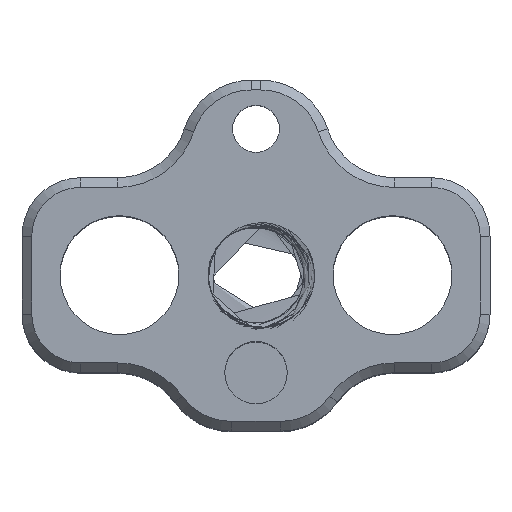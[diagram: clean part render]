
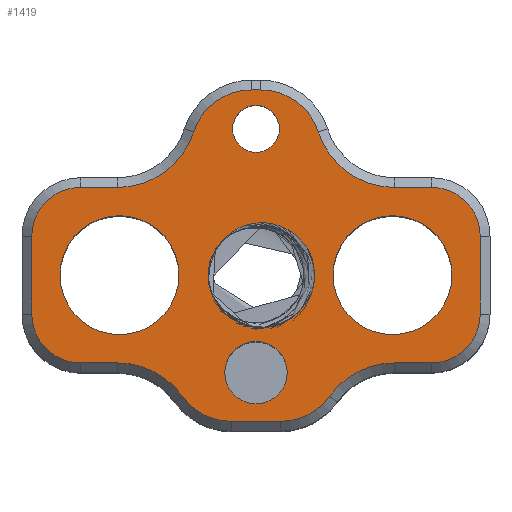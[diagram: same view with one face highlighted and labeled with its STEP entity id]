
A CAD part, top view. The second image highlights one B-rep face of the part: STEP entity #1419.
In plain terms, the highlighted planar face has unit normal (0, 0, 1).
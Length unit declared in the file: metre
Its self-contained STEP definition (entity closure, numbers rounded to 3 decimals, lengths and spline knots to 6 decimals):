
#130=LINE('',#2335,#214);
#131=LINE('',#2339,#215);
#132=LINE('',#2343,#216);
#133=LINE('',#2349,#217);
#134=LINE('',#2355,#218);
#135=LINE('',#2359,#219);
#136=LINE('',#2363,#220);
#137=LINE('',#2369,#221);
#214=VECTOR('',#1778,1.);
#215=VECTOR('',#1781,1.);
#216=VECTOR('',#1784,1.);
#217=VECTOR('',#1789,1.);
#218=VECTOR('',#1794,1.);
#219=VECTOR('',#1797,1.);
#220=VECTOR('',#1800,1.);
#221=VECTOR('',#1805,1.);
#281=B_SPLINE_CURVE_WITH_KNOTS('',3,(#2377,#2378,#2379,#2380,#2381),
 .UNSPECIFIED.,.F.,.F.,(4,1,4),(0.,0.002682,
0.005365),.UNSPECIFIED.);
#282=B_SPLINE_CURVE_WITH_KNOTS('',3,(#2385,#2386,#2387,#2388,#2389),
 .UNSPECIFIED.,.F.,.F.,(4,1,4),(0.,0.002688,0.005376),
 .UNSPECIFIED.);
#372=ORIENTED_EDGE('',*,*,#796,.T.);
#373=ORIENTED_EDGE('',*,*,#797,.T.);
#374=ORIENTED_EDGE('',*,*,#798,.T.);
#375=ORIENTED_EDGE('',*,*,#799,.T.);
#376=ORIENTED_EDGE('',*,*,#800,.T.);
#377=ORIENTED_EDGE('',*,*,#801,.T.);
#378=ORIENTED_EDGE('',*,*,#802,.T.);
#379=ORIENTED_EDGE('',*,*,#803,.T.);
#380=ORIENTED_EDGE('',*,*,#804,.T.);
#381=ORIENTED_EDGE('',*,*,#805,.T.);
#382=ORIENTED_EDGE('',*,*,#806,.T.);
#383=ORIENTED_EDGE('',*,*,#807,.T.);
#384=ORIENTED_EDGE('',*,*,#808,.T.);
#385=ORIENTED_EDGE('',*,*,#809,.T.);
#386=ORIENTED_EDGE('',*,*,#810,.T.);
#387=ORIENTED_EDGE('',*,*,#811,.T.);
#388=ORIENTED_EDGE('',*,*,#812,.T.);
#389=ORIENTED_EDGE('',*,*,#813,.T.);
#390=ORIENTED_EDGE('',*,*,#814,.T.);
#391=ORIENTED_EDGE('',*,*,#815,.T.);
#392=ORIENTED_EDGE('',*,*,#816,.T.);
#393=ORIENTED_EDGE('',*,*,#743,.T.);
#394=ORIENTED_EDGE('',*,*,#752,.T.);
#395=ORIENTED_EDGE('',*,*,#748,.T.);
#396=ORIENTED_EDGE('',*,*,#817,.T.);
#397=ORIENTED_EDGE('',*,*,#818,.T.);
#398=ORIENTED_EDGE('',*,*,#819,.T.);
#399=ORIENTED_EDGE('',*,*,#820,.T.);
#743=EDGE_CURVE('',#956,#956,#1075,.T.);
#748=EDGE_CURVE('',#961,#961,#1078,.T.);
#752=EDGE_CURVE('',#965,#965,#1080,.T.);
#796=EDGE_CURVE('',#1009,#1010,#1093,.F.);
#797=EDGE_CURVE('',#1010,#1011,#130,.T.);
#798=EDGE_CURVE('',#1011,#1012,#1094,.T.);
#799=EDGE_CURVE('',#1012,#1013,#131,.T.);
#800=EDGE_CURVE('',#1013,#1014,#1095,.T.);
#801=EDGE_CURVE('',#1014,#1015,#132,.T.);
#802=EDGE_CURVE('',#1015,#1016,#1096,.F.);
#803=EDGE_CURVE('',#1016,#1017,#1097,.T.);
#804=EDGE_CURVE('',#1017,#1018,#133,.T.);
#805=EDGE_CURVE('',#1018,#1019,#1098,.T.);
#806=EDGE_CURVE('',#1019,#1020,#1099,.F.);
#807=EDGE_CURVE('',#1020,#1021,#134,.T.);
#808=EDGE_CURVE('',#1021,#1022,#1100,.T.);
#809=EDGE_CURVE('',#1022,#1023,#135,.T.);
#810=EDGE_CURVE('',#1023,#1024,#1101,.T.);
#811=EDGE_CURVE('',#1024,#1025,#136,.T.);
#812=EDGE_CURVE('',#1025,#1026,#1102,.F.);
#813=EDGE_CURVE('',#1026,#1027,#1103,.T.);
#814=EDGE_CURVE('',#1027,#1028,#137,.T.);
#815=EDGE_CURVE('',#1028,#1009,#1104,.T.);
#816=EDGE_CURVE('',#1029,#1029,#1105,.T.);
#817=EDGE_CURVE('',#1030,#1031,#1106,.T.);
#818=EDGE_CURVE('',#1031,#1032,#281,.T.);
#819=EDGE_CURVE('',#1032,#1033,#1107,.T.);
#820=EDGE_CURVE('',#1033,#1030,#282,.T.);
#956=VERTEX_POINT('',#2144);
#961=VERTEX_POINT('',#2183);
#965=VERTEX_POINT('',#2212);
#1009=VERTEX_POINT('',#2333);
#1010=VERTEX_POINT('',#2334);
#1011=VERTEX_POINT('',#2336);
#1012=VERTEX_POINT('',#2338);
#1013=VERTEX_POINT('',#2340);
#1014=VERTEX_POINT('',#2342);
#1015=VERTEX_POINT('',#2344);
#1016=VERTEX_POINT('',#2346);
#1017=VERTEX_POINT('',#2348);
#1018=VERTEX_POINT('',#2350);
#1019=VERTEX_POINT('',#2352);
#1020=VERTEX_POINT('',#2354);
#1021=VERTEX_POINT('',#2356);
#1022=VERTEX_POINT('',#2358);
#1023=VERTEX_POINT('',#2360);
#1024=VERTEX_POINT('',#2362);
#1025=VERTEX_POINT('',#2364);
#1026=VERTEX_POINT('',#2366);
#1027=VERTEX_POINT('',#2368);
#1028=VERTEX_POINT('',#2370);
#1029=VERTEX_POINT('',#2373);
#1030=VERTEX_POINT('',#2375);
#1031=VERTEX_POINT('',#2376);
#1032=VERTEX_POINT('',#2382);
#1033=VERTEX_POINT('',#2384);
#1075=CIRCLE('',#1522,0.0016);
#1078=CIRCLE('',#1526,0.00305);
#1080=CIRCLE('',#1529,0.00305);
#1093=CIRCLE('',#1549,0.0041);
#1094=CIRCLE('',#1550,0.0025);
#1095=CIRCLE('',#1551,0.0025);
#1096=CIRCLE('',#1552,0.0041);
#1097=CIRCLE('',#1553,0.0031);
#1098=CIRCLE('',#1554,0.0031);
#1099=CIRCLE('',#1555,0.0041);
#1100=CIRCLE('',#1556,0.0025);
#1101=CIRCLE('',#1557,0.0025);
#1102=CIRCLE('',#1558,0.0041);
#1103=CIRCLE('',#1559,0.0031);
#1104=CIRCLE('',#1560,0.0031);
#1105=CIRCLE('',#1561,0.0012);
#1106=CIRCLE('',#1562,0.003);
#1107=CIRCLE('',#1563,0.002459);
#1169=EDGE_LOOP('',(#372,#373,#374,#375,#376,#377,#378,#379,#380,#381,#382,
#383,#384,#385,#386,#387,#388,#389,#390,#391));
#1170=EDGE_LOOP('',(#392));
#1171=EDGE_LOOP('',(#393));
#1172=EDGE_LOOP('',(#394));
#1173=EDGE_LOOP('',(#395));
#1174=EDGE_LOOP('',(#396,#397,#398,#399));
#1287=FACE_BOUND('',#1169,.T.);
#1288=FACE_BOUND('',#1170,.T.);
#1289=FACE_BOUND('',#1171,.T.);
#1290=FACE_BOUND('',#1172,.T.);
#1291=FACE_BOUND('',#1173,.T.);
#1292=FACE_BOUND('',#1174,.T.);
#1386=PLANE('',#1548);
#1419=ADVANCED_FACE('',(#1287,#1288,#1289,#1290,#1291,#1292),#1386,.T.);
#1522=AXIS2_PLACEMENT_3D('',#2143,#1696,#1697);
#1526=AXIS2_PLACEMENT_3D('',#2182,#1704,#1705);
#1529=AXIS2_PLACEMENT_3D('',#2211,#1710,#1711);
#1548=AXIS2_PLACEMENT_3D('',#2331,#1774,#1775);
#1549=AXIS2_PLACEMENT_3D('',#2332,#1776,#1777);
#1550=AXIS2_PLACEMENT_3D('',#2337,#1779,#1780);
#1551=AXIS2_PLACEMENT_3D('',#2341,#1782,#1783);
#1552=AXIS2_PLACEMENT_3D('',#2345,#1785,#1786);
#1553=AXIS2_PLACEMENT_3D('',#2347,#1787,#1788);
#1554=AXIS2_PLACEMENT_3D('',#2351,#1790,#1791);
#1555=AXIS2_PLACEMENT_3D('',#2353,#1792,#1793);
#1556=AXIS2_PLACEMENT_3D('',#2357,#1795,#1796);
#1557=AXIS2_PLACEMENT_3D('',#2361,#1798,#1799);
#1558=AXIS2_PLACEMENT_3D('',#2365,#1801,#1802);
#1559=AXIS2_PLACEMENT_3D('',#2367,#1803,#1804);
#1560=AXIS2_PLACEMENT_3D('',#2371,#1806,#1807);
#1561=AXIS2_PLACEMENT_3D('',#2372,#1808,#1809);
#1562=AXIS2_PLACEMENT_3D('',#2374,#1810,#1811);
#1563=AXIS2_PLACEMENT_3D('',#2383,#1812,#1813);
#1696=DIRECTION('',(0.,0.,-1.));
#1697=DIRECTION('',(-1.,0.,0.));
#1704=DIRECTION('',(0.,0.,-1.));
#1705=DIRECTION('',(-1.,0.,0.));
#1710=DIRECTION('',(0.,0.,-1.));
#1711=DIRECTION('',(-1.,0.,0.));
#1774=DIRECTION('',(0.,0.,1.));
#1775=DIRECTION('',(1.,0.,0.));
#1776=DIRECTION('',(0.,0.,1.));
#1777=DIRECTION('',(1.,0.,0.));
#1778=DIRECTION('',(1.,0.,0.));
#1779=DIRECTION('',(0.,0.,1.));
#1780=DIRECTION('',(1.,0.,0.));
#1781=DIRECTION('',(0.,1.,0.));
#1782=DIRECTION('',(0.,0.,1.));
#1783=DIRECTION('',(1.,0.,0.));
#1784=DIRECTION('',(-1.,0.,0.));
#1785=DIRECTION('',(0.,0.,1.));
#1786=DIRECTION('',(1.,0.,0.));
#1787=DIRECTION('',(0.,0.,1.));
#1788=DIRECTION('',(1.,0.,0.));
#1789=DIRECTION('',(-1.,0.,0.));
#1790=DIRECTION('',(0.,0.,1.));
#1791=DIRECTION('',(1.,0.,0.));
#1792=DIRECTION('',(0.,0.,1.));
#1793=DIRECTION('',(1.,0.,0.));
#1794=DIRECTION('',(-1.,0.,0.));
#1795=DIRECTION('',(0.,0.,1.));
#1796=DIRECTION('',(1.,0.,0.));
#1797=DIRECTION('',(0.,-1.,0.));
#1798=DIRECTION('',(0.,0.,1.));
#1799=DIRECTION('',(1.,0.,0.));
#1800=DIRECTION('',(1.,0.,0.));
#1801=DIRECTION('',(0.,0.,1.));
#1802=DIRECTION('',(1.,0.,0.));
#1803=DIRECTION('',(0.,0.,1.));
#1804=DIRECTION('',(1.,0.,0.));
#1805=DIRECTION('',(1.,0.,0.));
#1806=DIRECTION('',(0.,0.,1.));
#1807=DIRECTION('',(1.,0.,0.));
#1808=DIRECTION('',(0.,0.,-1.));
#1809=DIRECTION('',(-1.,0.,0.));
#1810=DIRECTION('',(0.,0.,-1.));
#1811=DIRECTION('',(-1.,0.,0.));
#1812=DIRECTION('',(0.,0.,-1.));
#1813=DIRECTION('',(-1.,0.,0.));
#2143=CARTESIAN_POINT('',(0.012,0.,0.));
#2144=CARTESIAN_POINT('',(0.0104,0.,0.));
#2182=CARTESIAN_POINT('',(0.005,0.005,0.));
#2183=CARTESIAN_POINT('',(0.00195,0.005,0.));
#2211=CARTESIAN_POINT('',(0.019,0.005,0.));
#2212=CARTESIAN_POINT('',(0.01595,0.005,0.));
#2331=CARTESIAN_POINT('',(0.012,0.006,0.));
#2332=CARTESIAN_POINT('',(0.0191,-0.0036,0.));
#2333=CARTESIAN_POINT('',(0.01577,-0.001208,0.));
#2334=CARTESIAN_POINT('',(0.0191,0.0005,0.));
#2335=CARTESIAN_POINT('',(0.012,0.0005,0.));
#2336=CARTESIAN_POINT('',(0.021,0.0005,0.));
#2337=CARTESIAN_POINT('',(0.021,0.003,0.));
#2338=CARTESIAN_POINT('',(0.0235,0.003,0.));
#2339=CARTESIAN_POINT('',(0.0235,0.006,0.));
#2340=CARTESIAN_POINT('',(0.0235,0.007,0.));
#2341=CARTESIAN_POINT('',(0.021,0.007,0.));
#2342=CARTESIAN_POINT('',(0.021,0.0095,0.));
#2343=CARTESIAN_POINT('',(0.0191,0.0095,0.));
#2344=CARTESIAN_POINT('',(0.0191,0.0095,0.));
#2345=CARTESIAN_POINT('',(0.0191,0.0136,0.));
#2346=CARTESIAN_POINT('',(0.015196,0.012347,0.));
#2347=CARTESIAN_POINT('',(0.012244,0.0114,0.));
#2348=CARTESIAN_POINT('',(0.012244,0.0145,0.));
#2349=CARTESIAN_POINT('',(0.011756,0.0145,0.));
#2350=CARTESIAN_POINT('',(0.011756,0.0145,0.));
#2351=CARTESIAN_POINT('',(0.011756,0.0114,0.));
#2352=CARTESIAN_POINT('',(0.008804,0.012347,0.));
#2353=CARTESIAN_POINT('',(0.0049,0.0136,0.));
#2354=CARTESIAN_POINT('',(0.0049,0.0095,0.));
#2355=CARTESIAN_POINT('',(0.003,0.0095,0.));
#2356=CARTESIAN_POINT('',(0.003,0.0095,0.));
#2357=CARTESIAN_POINT('',(0.003,0.007,0.));
#2358=CARTESIAN_POINT('',(0.0005,0.007,0.));
#2359=CARTESIAN_POINT('',(0.0005,0.003,0.));
#2360=CARTESIAN_POINT('',(0.0005,0.003,0.));
#2361=CARTESIAN_POINT('',(0.003,0.003,0.));
#2362=CARTESIAN_POINT('',(0.003,0.0005,0.));
#2363=CARTESIAN_POINT('',(0.012,0.0005,0.));
#2364=CARTESIAN_POINT('',(0.0049,0.0005,0.));
#2365=CARTESIAN_POINT('',(0.0049,-0.0036,0.));
#2366=CARTESIAN_POINT('',(0.00823,-0.001208,0.));
#2367=CARTESIAN_POINT('',(0.010748,0.0006,0.));
#2368=CARTESIAN_POINT('',(0.010748,-0.0025,0.));
#2369=CARTESIAN_POINT('',(0.012,-0.0025,0.));
#2370=CARTESIAN_POINT('',(0.013252,-0.0025,0.));
#2371=CARTESIAN_POINT('',(0.013252,0.0006,0.));
#2372=CARTESIAN_POINT('',(0.012,0.0125,0.));
#2373=CARTESIAN_POINT('',(0.0108,0.0125,0.));
#2374=CARTESIAN_POINT('',(0.012,0.005,0.));
#2375=CARTESIAN_POINT('',(0.014763,0.006169,0.));
#2376=CARTESIAN_POINT('',(0.014768,0.003844,0.));
#2377=CARTESIAN_POINT('',(0.014768,0.003844,0.));
#2378=CARTESIAN_POINT('',(0.01434,0.003044,0.));
#2379=CARTESIAN_POINT('',(0.012734,0.00187,0.));
#2380=CARTESIAN_POINT('',(0.010807,0.002558,0.));
#2381=CARTESIAN_POINT('',(0.010248,0.003275,0.));
#2382=CARTESIAN_POINT('',(0.010248,0.003275,0.));
#2383=CARTESIAN_POINT('',(0.012,0.005,0.));
#2384=CARTESIAN_POINT('',(0.010245,0.006722,0.));
#2385=CARTESIAN_POINT('',(0.010245,0.006722,0.));
#2386=CARTESIAN_POINT('',(0.010804,0.007435,0.));
#2387=CARTESIAN_POINT('',(0.012715,0.008133,0.));
#2388=CARTESIAN_POINT('',(0.014333,0.006966,0.));
#2389=CARTESIAN_POINT('',(0.014763,0.006169,0.));
